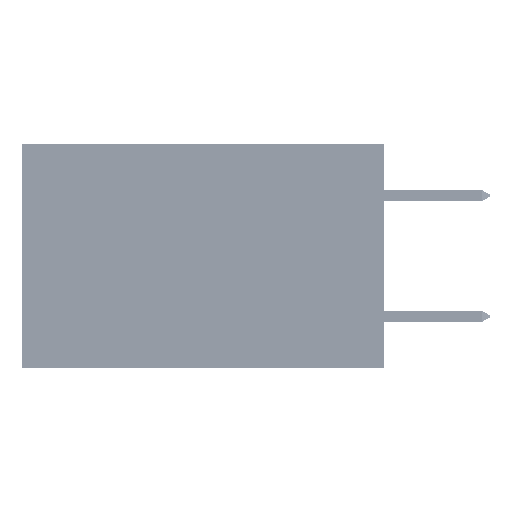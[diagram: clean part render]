
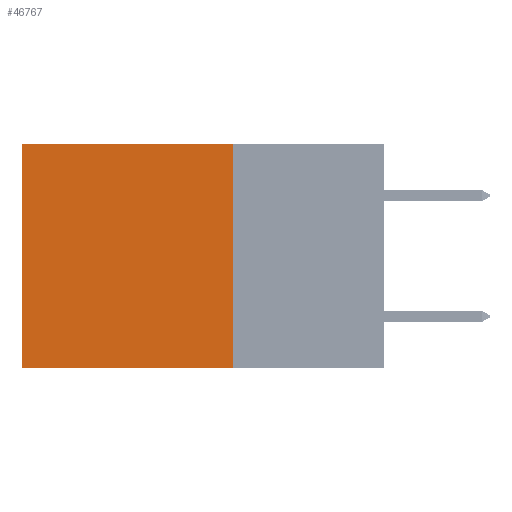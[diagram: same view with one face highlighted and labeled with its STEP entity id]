
A CAD part, left-side view. The second image highlights one B-rep face of the part: STEP entity #46767.
In plain terms, the highlighted planar face has unit normal (-1, 0, 0).
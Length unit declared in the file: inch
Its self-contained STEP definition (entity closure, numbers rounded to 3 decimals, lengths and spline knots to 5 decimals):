
#2701 = ORIENTED_EDGE ( 'NONE', *, *, #22107, .T. ) ;
#2908 = DIRECTION ( 'NONE',  ( 0., 0., -1. ) ) ;
#6407 = DIRECTION ( 'NONE',  ( 1., 0., 0. ) ) ;
#7685 = CARTESIAN_POINT ( 'NONE',  ( 0.2875, 0.25, -0.37 ) ) ;
#8877 = LINE ( 'NONE', #39117, #32670 ) ;
#9415 = VERTEX_POINT ( 'NONE', #30080 ) ;
#10315 = VERTEX_POINT ( 'NONE', #36103 ) ;
#10778 = EDGE_CURVE ( 'NONE', #43058, #9415, #49121, .T. ) ;
#11105 = EDGE_LOOP ( 'NONE', ( #42682, #15407, #31707, #2701 ) ) ;
#11772 = EDGE_CURVE ( 'NONE', #10315, #38171, #8877, .T. ) ;
#12951 = DIRECTION ( 'NONE',  ( 0., 0., -1. ) ) ;
#15407 = ORIENTED_EDGE ( 'NONE', *, *, #20325, .F. ) ;
#18209 = CARTESIAN_POINT ( 'NONE',  ( 0.2875, 0.25, 0. ) ) ;
#19125 = VECTOR ( 'NONE', #22793, 39.37008 ) ;
#20286 = DIRECTION ( 'NONE',  ( 0., 0., -1. ) ) ;
#20325 = EDGE_CURVE ( 'NONE', #38171, #9415, #47175, .T. ) ;
#22107 = EDGE_CURVE ( 'NONE', #10315, #43058, #39248, .T. ) ;
#22793 = DIRECTION ( 'NONE',  ( 0., 1., 0. ) ) ;
#28219 = CARTESIAN_POINT ( 'NONE',  ( 0.2875, 0.6, 0. ) ) ;
#28446 = AXIS2_PLACEMENT_3D ( 'NONE', #18209, #6407, #2908 ) ;
#28489 = CARTESIAN_POINT ( 'NONE',  ( 0.2875, 0.25, -0.37 ) ) ;
#30080 = CARTESIAN_POINT ( 'NONE',  ( 0.2875, 0.6, -0.37 ) ) ;
#31707 = ORIENTED_EDGE ( 'NONE', *, *, #11772, .F. ) ;
#32670 = VECTOR ( 'NONE', #20286, 39.37008 ) ;
#32955 = VECTOR ( 'NONE', #12951, 39.37008 ) ;
#33988 = CARTESIAN_POINT ( 'NONE',  ( 0.2875, 0.25, 0. ) ) ;
#36103 = CARTESIAN_POINT ( 'NONE',  ( 0.2875, 0.25, 0. ) ) ;
#36263 = VECTOR ( 'NONE', #37828, 39.37008 ) ;
#37828 = DIRECTION ( 'NONE',  ( 0., 1., 0. ) ) ;
#38171 = VERTEX_POINT ( 'NONE', #28489 ) ;
#39117 = CARTESIAN_POINT ( 'NONE',  ( 0.2875, 0.25, 0. ) ) ;
#39248 = LINE ( 'NONE', #33988, #36263 ) ;
#41802 = CARTESIAN_POINT ( 'NONE',  ( 0.2875, 0.6, 0. ) ) ;
#41911 = FACE_OUTER_BOUND ( 'NONE', #11105, .T. ) ;
#42682 = ORIENTED_EDGE ( 'NONE', *, *, #10778, .T. ) ;
#43058 = VERTEX_POINT ( 'NONE', #41802 ) ;
#44223 = PLANE ( 'NONE',  #28446 ) ;
#46767 = ADVANCED_FACE ( 'NONE', ( #41911 ), #44223, .F. ) ;
#47175 = LINE ( 'NONE', #7685, #19125 ) ;
#49121 = LINE ( 'NONE', #28219, #32955 ) ;
